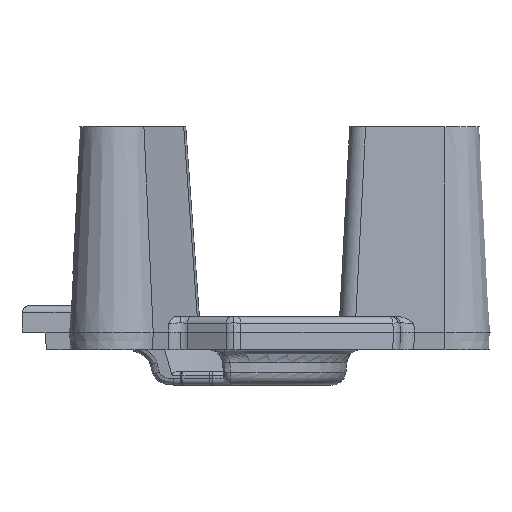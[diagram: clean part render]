
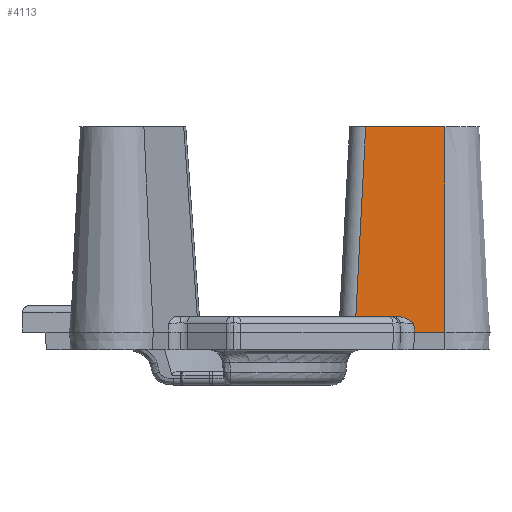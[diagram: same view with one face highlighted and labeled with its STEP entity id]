
A CAD part, left-side view. The second image highlights one B-rep face of the part: STEP entity #4113.
In plain terms, the highlighted planar face has unit normal (-0.999, 0, 0.052).
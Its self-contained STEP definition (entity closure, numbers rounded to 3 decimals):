
#49 = VECTOR ( 'NONE', #4667, 1000. ) ;
#103 = B_SPLINE_CURVE_WITH_KNOTS ( 'NONE', 3,
 ( #3619, #7659, #4428, #10053, #2030, #534 ),
 .UNSPECIFIED., .F., .F.,
 ( 4, 2, 4 ),
 ( 0., 0.001, 0.002 ),
 .UNSPECIFIED. ) ;
#114 = VERTEX_POINT ( 'NONE', #2119 ) ;
#527 = CARTESIAN_POINT ( 'NONE',  ( -5.105, -21.551, 4.362 ) ) ;
#534 = CARTESIAN_POINT ( 'NONE',  ( -5.053, -21.464, 5.36 ) ) ;
#642 = CARTESIAN_POINT ( 'NONE',  ( -5.053, -21.464, 5.36 ) ) ;
#884 = CARTESIAN_POINT ( 'NONE',  ( -5.006, -16.258, 6.25 ) ) ;
#1005 = LINE ( 'NONE', #1171, #3620 ) ;
#1137 = DIRECTION ( 'NONE',  ( 0., 1., 0. ) ) ;
#1138 = VECTOR ( 'NONE', #2509, 1000. ) ;
#1171 = CARTESIAN_POINT ( 'NONE',  ( -5.013, 0., 6.112 ) ) ;
#1238 = CARTESIAN_POINT ( 'NONE',  ( -5.065, -16.159, 5.114 ) ) ;
#1443 = CARTESIAN_POINT ( 'NONE',  ( -5.043, -16.441, 5.543 ) ) ;
#1477 = CARTESIAN_POINT ( 'NONE',  ( -5.013, -17.92, 6.112 ) ) ;
#1554 = DIRECTION ( 'NONE',  ( 0.052, 0., 0.999 ) ) ;
#2030 = CARTESIAN_POINT ( 'NONE',  ( -5.043, -21.201, 5.545 ) ) ;
#2119 = CARTESIAN_POINT ( 'NONE',  ( -5.053, -16.18, 5.36 ) ) ;
#2188 = CARTESIAN_POINT ( 'NONE',  ( -3.886, 0., 27.622 ) ) ;
#2310 = LINE ( 'NONE', #2188, #3006 ) ;
#2311 = PLANE ( 'NONE',  #5009 ) ;
#2493 = DIRECTION ( 'NONE',  ( 0.052, -0.087, 0.995 ) ) ;
#2505 = FACE_OUTER_BOUND ( 'NONE', #4940, .T. ) ;
#2509 = DIRECTION ( 'NONE',  ( 0., -1., 0. ) ) ;
#2842 = CARTESIAN_POINT ( 'NONE',  ( -3.886, -25., 27.622 ) ) ;
#3006 = VECTOR ( 'NONE', #5427, 1000. ) ;
#3192 = ORIENTED_EDGE ( 'NONE', *, *, #6712, .T. ) ;
#3206 = EDGE_CURVE ( 'NONE', #8449, #4889, #3392, .T. ) ;
#3224 = VERTEX_POINT ( 'NONE', #5514 ) ;
#3249 = CARTESIAN_POINT ( 'NONE',  ( -5.105, 0., 4.362 ) ) ;
#3392 = LINE ( 'NONE', #8683, #49 ) ;
#3485 = VERTEX_POINT ( 'NONE', #2842 ) ;
#3619 = CARTESIAN_POINT ( 'NONE',  ( -5.013, -19.724, 6.112 ) ) ;
#3620 = VECTOR ( 'NONE', #1137, 1000. ) ;
#3633 = VECTOR ( 'NONE', #9911, 1000. ) ;
#3820 = ORIENTED_EDGE ( 'NONE', *, *, #4552, .T. ) ;
#3852 = CARTESIAN_POINT ( 'NONE',  ( -5.033, -16.707, 5.725 ) ) ;
#4046 = DIRECTION ( 'NONE',  ( -0.999, 0., 0.052 ) ) ;
#4113 = ADVANCED_FACE ( 'NONE', ( #2505 ), #2311, .T. ) ;
#4153 = EDGE_CURVE ( 'NONE', #4889, #8978, #8238, .T. ) ;
#4217 = CARTESIAN_POINT ( 'NONE',  ( -5.013, -19.724, 6.112 ) ) ;
#4428 = CARTESIAN_POINT ( 'NONE',  ( -5.019, -20.364, 6.008 ) ) ;
#4511 = LINE ( 'NONE', #5019, #1138 ) ;
#4552 = EDGE_CURVE ( 'NONE', #8978, #114, #6609, .T. ) ;
#4610 = ORIENTED_EDGE ( 'NONE', *, *, #3206, .T. ) ;
#4663 = CARTESIAN_POINT ( 'NONE',  ( -5.105, -25., 4.362 ) ) ;
#4667 = DIRECTION ( 'NONE',  ( -0.052, 0.052, -0.997 ) ) ;
#4889 = VERTEX_POINT ( 'NONE', #8309 ) ;
#4920 = EDGE_CURVE ( 'NONE', #5746, #3224, #4511, .T. ) ;
#4940 = EDGE_LOOP ( 'NONE', ( #10295, #3192, #4610, #5217, #3820, #7710, #6990, #7974, #7452, #8732 ) ) ;
#5009 = AXIS2_PLACEMENT_3D ( 'NONE', #3249, #4046, #1554 ) ;
#5019 = CARTESIAN_POINT ( 'NONE',  ( -5.105, -19.86, 4.362 ) ) ;
#5088 = EDGE_CURVE ( 'NONE', #10172, #6196, #1005, .T. ) ;
#5217 = ORIENTED_EDGE ( 'NONE', *, *, #4153, .T. ) ;
#5427 = DIRECTION ( 'NONE',  ( 0., 1., 0. ) ) ;
#5514 = CARTESIAN_POINT ( 'NONE',  ( -5.105, -25., 4.362 ) ) ;
#5547 = DIRECTION ( 'NONE',  ( -0.052, 0., -0.999 ) ) ;
#5579 = CARTESIAN_POINT ( 'NONE',  ( -5.013, -17.594, 6.112 ) ) ;
#5580 = LINE ( 'NONE', #9513, #8409 ) ;
#5612 = CARTESIAN_POINT ( 'NONE',  ( -5.053, -16.18, 5.36 ) ) ;
#5746 = VERTEX_POINT ( 'NONE', #527 ) ;
#6196 = VERTEX_POINT ( 'NONE', #6433 ) ;
#6232 = LINE ( 'NONE', #4663, #7844 ) ;
#6256 = CARTESIAN_POINT ( 'NONE',  ( -5.019, -17.28, 6.008 ) ) ;
#6433 = CARTESIAN_POINT ( 'NONE',  ( -5.013, -17.92, 6.112 ) ) ;
#6472 = EDGE_CURVE ( 'NONE', #114, #6196, #8535, .T. ) ;
#6475 = EDGE_CURVE ( 'NONE', #3485, #3224, #6232, .T. ) ;
#6609 = LINE ( 'NONE', #884, #6986 ) ;
#6712 = EDGE_CURVE ( 'NONE', #3485, #8449, #2310, .T. ) ;
#6986 = VECTOR ( 'NONE', #2493, 1000. ) ;
#6990 = ORIENTED_EDGE ( 'NONE', *, *, #5088, .F. ) ;
#7452 = ORIENTED_EDGE ( 'NONE', *, *, #9395, .T. ) ;
#7659 = CARTESIAN_POINT ( 'NONE',  ( -5.013, -20.05, 6.112 ) ) ;
#7710 = ORIENTED_EDGE ( 'NONE', *, *, #6472, .T. ) ;
#7844 = VECTOR ( 'NONE', #5547, 1000. ) ;
#7974 = ORIENTED_EDGE ( 'NONE', *, *, #9718, .T. ) ;
#8238 = LINE ( 'NONE', #9132, #3633 ) ;
#8309 = CARTESIAN_POINT ( 'NONE',  ( -5.065, -14.839, 5.114 ) ) ;
#8409 = VECTOR ( 'NONE', #8696, 1000. ) ;
#8415 = CARTESIAN_POINT ( 'NONE',  ( -3.886, -16.01, 27.622 ) ) ;
#8449 = VERTEX_POINT ( 'NONE', #8415 ) ;
#8535 = B_SPLINE_CURVE_WITH_KNOTS ( 'NONE', 3,
 ( #5612, #1443, #3852, #6256, #5579, #1477 ),
 .UNSPECIFIED., .F., .F.,
 ( 4, 2, 4 ),
 ( 0., 0.001, 0.002 ),
 .UNSPECIFIED. ) ;
#8683 = CARTESIAN_POINT ( 'NONE',  ( -5.145, -14.76, 3.597 ) ) ;
#8696 = DIRECTION ( 'NONE',  ( -0.052, -0.087, -0.995 ) ) ;
#8732 = ORIENTED_EDGE ( 'NONE', *, *, #4920, .T. ) ;
#8978 = VERTEX_POINT ( 'NONE', #1238 ) ;
#9132 = CARTESIAN_POINT ( 'NONE',  ( -5.065, 0., 5.114 ) ) ;
#9222 = VERTEX_POINT ( 'NONE', #642 ) ;
#9395 = EDGE_CURVE ( 'NONE', #9222, #5746, #5580, .T. ) ;
#9513 = CARTESIAN_POINT ( 'NONE',  ( -5.098, -21.539, 4.5 ) ) ;
#9718 = EDGE_CURVE ( 'NONE', #10172, #9222, #103, .T. ) ;
#9911 = DIRECTION ( 'NONE',  ( 0., -1., 0. ) ) ;
#10053 = CARTESIAN_POINT ( 'NONE',  ( -5.033, -20.937, 5.725 ) ) ;
#10172 = VERTEX_POINT ( 'NONE', #4217 ) ;
#10295 = ORIENTED_EDGE ( 'NONE', *, *, #6475, .F. ) ;
